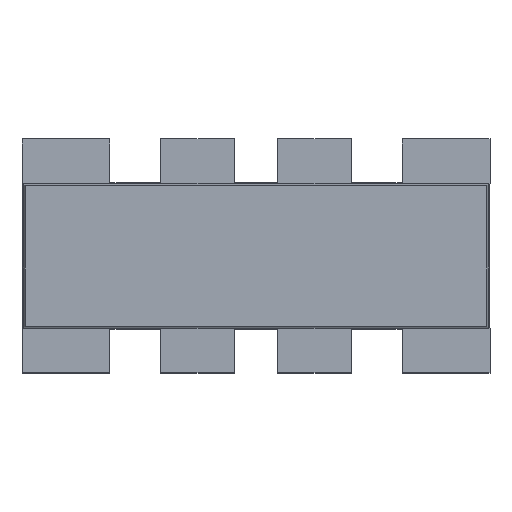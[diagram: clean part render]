
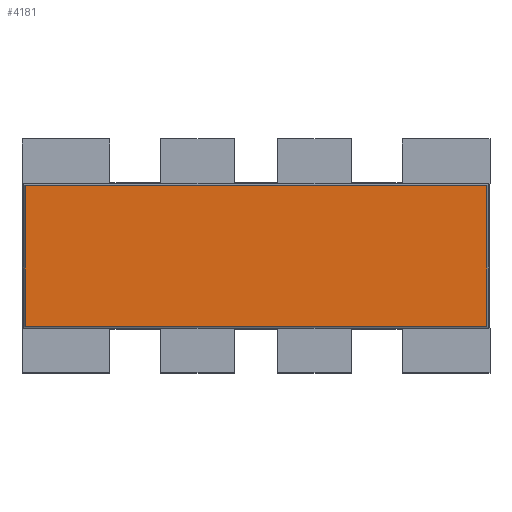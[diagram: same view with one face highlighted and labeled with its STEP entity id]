
A CAD part, top view. The second image highlights one B-rep face of the part: STEP entity #4181.
In plain terms, the highlighted planar face has unit normal (0, 0, 1).
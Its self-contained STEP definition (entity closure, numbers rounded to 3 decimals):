
#19 = CARTESIAN_POINT ( 'NONE',  ( 1.577, 0.495, 0.55 ) ) ;
#46 = DIRECTION ( 'NONE',  ( 0., 1., 0. ) ) ;
#260 = DIRECTION ( 'NONE',  ( 0., 0., 1. ) ) ;
#303 = EDGE_CURVE ( 'NONE', #4182, #3069, #2355, .T. ) ;
#458 = LINE ( 'NONE', #19, #4232 ) ;
#900 = CARTESIAN_POINT ( 'NONE',  ( -1.577, 0.495, 0.55 ) ) ;
#919 = CARTESIAN_POINT ( 'NONE',  ( 1.577, -0.482, 0.55 ) ) ;
#969 = CARTESIAN_POINT ( 'NONE',  ( -1.577, 0.482, 0.55 ) ) ;
#1125 = VECTOR ( 'NONE', #2787, 1000. ) ;
#1412 = DIRECTION ( 'NONE',  ( 0., -1., 0. ) ) ;
#1483 = DIRECTION ( 'NONE',  ( 1., 0., 0. ) ) ;
#1489 = VECTOR ( 'NONE', #1483, 1000. ) ;
#1899 = ORIENTED_EDGE ( 'NONE', *, *, #4454, .T. ) ;
#2039 = CARTESIAN_POINT ( 'NONE',  ( -1.577, -0.482, 0.55 ) ) ;
#2347 = LINE ( 'NONE', #2756, #1125 ) ;
#2355 = LINE ( 'NONE', #3178, #1489 ) ;
#2595 = ORIENTED_EDGE ( 'NONE', *, *, #3015, .T. ) ;
#2756 = CARTESIAN_POINT ( 'NONE',  ( -1.59, 0.482, 0.55 ) ) ;
#2772 = CARTESIAN_POINT ( 'NONE',  ( -1.59, -0.495, 0.55 ) ) ;
#2787 = DIRECTION ( 'NONE',  ( -1., 0., 0. ) ) ;
#2861 = DIRECTION ( 'NONE',  ( 1., 0., 0. ) ) ;
#3015 = EDGE_CURVE ( 'NONE', #3069, #3695, #458, .T. ) ;
#3069 = VERTEX_POINT ( 'NONE', #919 ) ;
#3178 = CARTESIAN_POINT ( 'NONE',  ( -1.59, -0.482, 0.55 ) ) ;
#3209 = AXIS2_PLACEMENT_3D ( 'NONE', #2772, #260, #2861 ) ;
#3371 = EDGE_LOOP ( 'NONE', ( #3456, #3523, #2595, #1899 ) ) ;
#3456 = ORIENTED_EDGE ( 'NONE', *, *, #3942, .T. ) ;
#3478 = LINE ( 'NONE', #900, #5125 ) ;
#3523 = ORIENTED_EDGE ( 'NONE', *, *, #303, .T. ) ;
#3695 = VERTEX_POINT ( 'NONE', #5162 ) ;
#3942 = EDGE_CURVE ( 'NONE', #4701, #4182, #3478, .T. ) ;
#4052 = FACE_OUTER_BOUND ( 'NONE', #3371, .T. ) ;
#4181 = ADVANCED_FACE ( 'NONE', ( #4052 ), #4916, .T. ) ;
#4182 = VERTEX_POINT ( 'NONE', #2039 ) ;
#4232 = VECTOR ( 'NONE', #46, 1000. ) ;
#4454 = EDGE_CURVE ( 'NONE', #3695, #4701, #2347, .T. ) ;
#4701 = VERTEX_POINT ( 'NONE', #969 ) ;
#4916 = PLANE ( 'NONE',  #3209 ) ;
#5125 = VECTOR ( 'NONE', #1412, 1000. ) ;
#5162 = CARTESIAN_POINT ( 'NONE',  ( 1.577, 0.482, 0.55 ) ) ;
